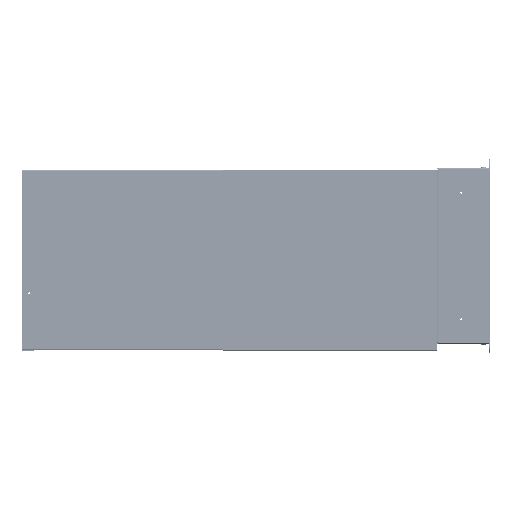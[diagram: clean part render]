
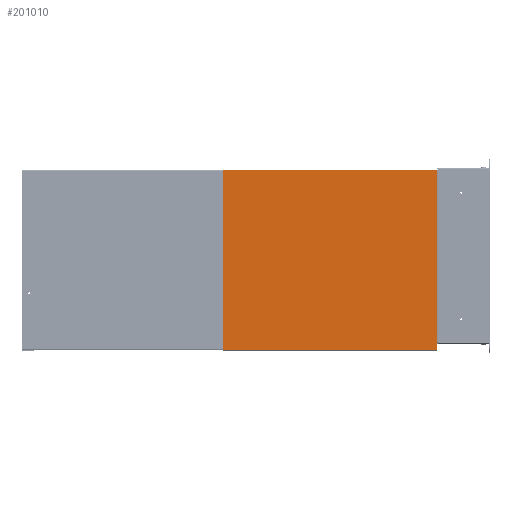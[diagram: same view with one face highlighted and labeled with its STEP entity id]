
A CAD part, left-side view. The second image highlights one B-rep face of the part: STEP entity #201010.
In plain terms, the highlighted planar face has unit normal (-1, 0, 0).
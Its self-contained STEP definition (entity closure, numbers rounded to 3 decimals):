
#4214 = DIRECTION ( 'NONE',  ( 0., 0., -1. ) ) ;
#8661 = VECTOR ( 'NONE', #10558, 1000. ) ;
#10558 = DIRECTION ( 'NONE',  ( 0., -1., 0. ) ) ;
#19020 = CARTESIAN_POINT ( 'NONE',  ( -127.25, 78.6, -142.3 ) ) ;
#34525 = FACE_OUTER_BOUND ( 'NONE', #218085, .T. ) ;
#35704 = CARTESIAN_POINT ( 'NONE',  ( -127.25, 398.6, -141.1 ) ) ;
#62261 = VERTEX_POINT ( 'NONE', #35704 ) ;
#79744 = EDGE_CURVE ( 'NONE', #62261, #306613, #173956, .T. ) ;
#86922 = ORIENTED_EDGE ( 'NONE', *, *, #223004, .F. ) ;
#95247 = VECTOR ( 'NONE', #328818, 1000. ) ;
#102514 = VERTEX_POINT ( 'NONE', #130444 ) ;
#123441 = ORIENTED_EDGE ( 'NONE', *, *, #137923, .T. ) ;
#130444 = CARTESIAN_POINT ( 'NONE',  ( -127.25, 398.6, 128.5 ) ) ;
#137923 = EDGE_CURVE ( 'NONE', #306613, #225201, #289735, .T. ) ;
#141224 = CARTESIAN_POINT ( 'NONE',  ( -127.25, 78.6, 128.5 ) ) ;
#144019 = CARTESIAN_POINT ( 'NONE',  ( -127.25, 398.6, -142.3 ) ) ;
#149251 = ORIENTED_EDGE ( 'NONE', *, *, #79744, .T. ) ;
#173956 = LINE ( 'NONE', #227873, #8661 ) ;
#187657 = PLANE ( 'NONE',  #273542 ) ;
#190322 = DIRECTION ( 'NONE',  ( 1., 0., 0. ) ) ;
#195780 = EDGE_CURVE ( 'NONE', #102514, #225201, #397454, .T. ) ;
#201010 = ADVANCED_FACE ( 'NONE', ( #34525 ), #187657, .F. ) ;
#201073 = CARTESIAN_POINT ( 'NONE',  ( -127.25, 78.6, -141.1 ) ) ;
#218085 = EDGE_LOOP ( 'NONE', ( #123441, #333195, #86922, #149251 ) ) ;
#223004 = EDGE_CURVE ( 'NONE', #62261, #102514, #262298, .T. ) ;
#225201 = VERTEX_POINT ( 'NONE', #141224 ) ;
#227873 = CARTESIAN_POINT ( 'NONE',  ( -127.25, 398.6, -141.1 ) ) ;
#231523 = DIRECTION ( 'NONE',  ( 0., -1., 0. ) ) ;
#232101 = VECTOR ( 'NONE', #231523, 1000. ) ;
#252521 = VECTOR ( 'NONE', #392742, 1000. ) ;
#262298 = LINE ( 'NONE', #144019, #252521 ) ;
#273542 = AXIS2_PLACEMENT_3D ( 'NONE', #376584, #190322, #4214 ) ;
#289735 = LINE ( 'NONE', #19020, #95247 ) ;
#306613 = VERTEX_POINT ( 'NONE', #201073 ) ;
#328818 = DIRECTION ( 'NONE',  ( 0., 0., 1. ) ) ;
#333195 = ORIENTED_EDGE ( 'NONE', *, *, #195780, .F. ) ;
#353934 = CARTESIAN_POINT ( 'NONE',  ( -127.25, 398.6, 128.5 ) ) ;
#376584 = CARTESIAN_POINT ( 'NONE',  ( -127.25, 398.6, -142.3 ) ) ;
#392742 = DIRECTION ( 'NONE',  ( 0., 0., 1. ) ) ;
#397454 = LINE ( 'NONE', #353934, #232101 ) ;
